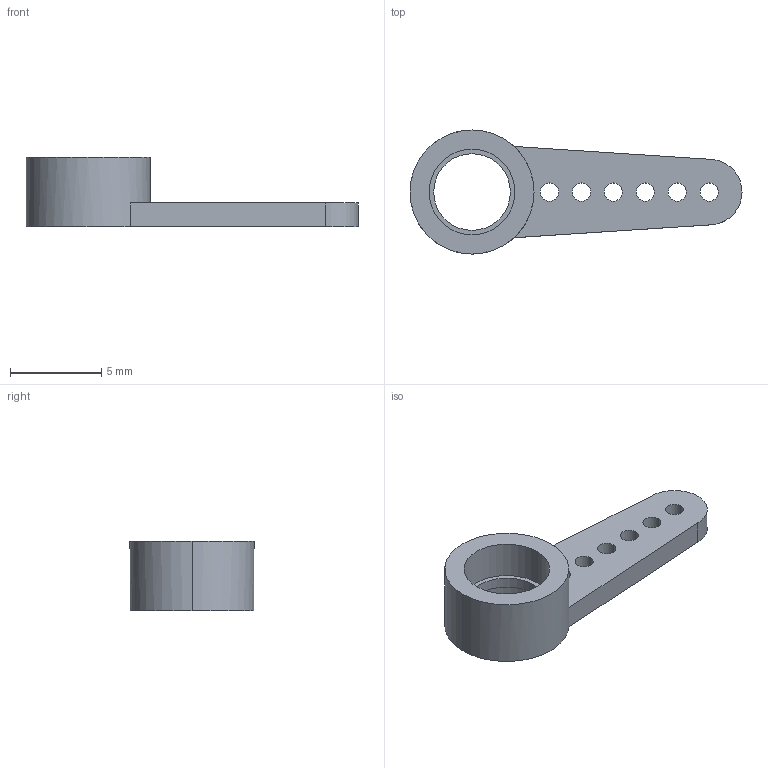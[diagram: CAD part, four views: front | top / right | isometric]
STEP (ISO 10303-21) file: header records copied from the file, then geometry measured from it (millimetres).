
FILE_DESCRIPTION (( 'STEP AP203' ), '1' );
FILE_NAME ('Servohorn_Default_sldprt.STEP', '2023-10-06T16:35:03', ( '' ), ( '' ), 'SwSTEP 2.0', 'SolidWorks 2021', '' );
FILE_SCHEMA (( 'CONFIG_CONTROL_DESIGN' ));
Length unit declared in the file: millimetre
Products named in the file (1): Servohorn_Default_sldprt
Bounding box: 18.2 x 6.8 x 3.8 mm (x, y, z)
Volume: 129.5 mm3; surface area: 318.9 mm2
Topology: 1 solids, 1 shells, 28 faces, 72 edges, 48 vertices
Faces by surface type: cylinder 21, plane 7
Entity records: 985 total; most frequent: DIRECTION 174, CARTESIAN_POINT 149, ORIENTED_EDGE 144, AXIS2_PLACEMENT_3D 73, EDGE_CURVE 72, VERTEX_POINT 48, EDGE_LOOP 44, CIRCLE 44
